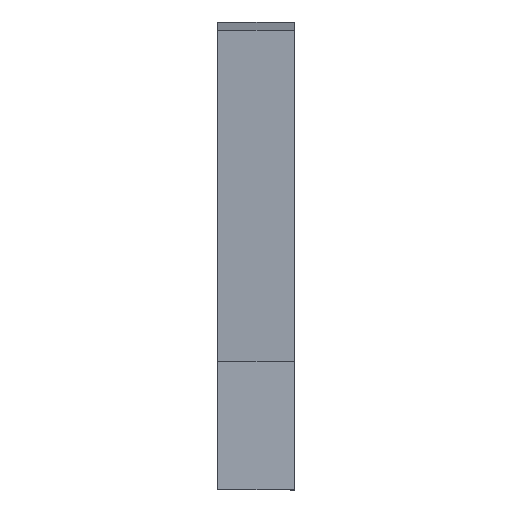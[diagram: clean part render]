
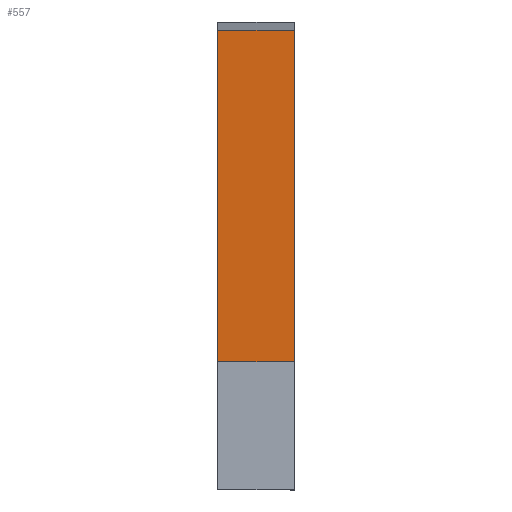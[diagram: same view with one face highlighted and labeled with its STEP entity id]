
A CAD part, left-side view. The second image highlights one B-rep face of the part: STEP entity #557.
In plain terms, the highlighted planar face has unit normal (-0.265, 0, 0.964).
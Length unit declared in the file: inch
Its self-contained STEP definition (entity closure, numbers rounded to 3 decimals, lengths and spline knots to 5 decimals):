
#21=FACE_OUTER_BOUND('',#50,.T.);
#50=EDGE_LOOP('',(#368,#369,#370,#371));
#79=LINE('',#788,#156);
#80=LINE('',#790,#157);
#81=LINE('',#792,#158);
#82=LINE('',#793,#159);
#156=VECTOR('',#643,39.37008);
#157=VECTOR('',#644,39.37008);
#158=VECTOR('',#645,39.37008);
#159=VECTOR('',#646,39.37008);
#233=VERTEX_POINT('',#786);
#234=VERTEX_POINT('',#787);
#235=VERTEX_POINT('',#789);
#236=VERTEX_POINT('',#791);
#287=EDGE_CURVE('',#233,#234,#79,.T.);
#288=EDGE_CURVE('',#233,#235,#80,.T.);
#289=EDGE_CURVE('',#235,#236,#81,.T.);
#290=EDGE_CURVE('',#236,#234,#82,.T.);
#368=ORIENTED_EDGE('',*,*,#287,.F.);
#369=ORIENTED_EDGE('',*,*,#288,.T.);
#370=ORIENTED_EDGE('',*,*,#289,.T.);
#371=ORIENTED_EDGE('',*,*,#290,.T.);
#530=PLANE('',#606);
#557=ADVANCED_FACE('',(#21),#530,.T.);
#606=AXIS2_PLACEMENT_3D('',#785,#641,#642);
#641=DIRECTION('center_axis',(-0.265,0.,0.964));
#642=DIRECTION('ref_axis',(0.964,0.,0.265));
#643=DIRECTION('',(-0.964,0.,-0.265));
#644=DIRECTION('',(0.,1.,0.));
#645=DIRECTION('',(-0.964,0.,-0.265));
#646=DIRECTION('',(0.,-1.,0.));
#785=CARTESIAN_POINT('Origin',(-57.39251,15.24,1.5));
#786=CARTESIAN_POINT('',(-52.11551,14.75,2.94859));
#787=CARTESIAN_POINT('',(-59.8568,14.75,0.82353));
#788=CARTESIAN_POINT('',(-57.39251,14.75,1.5));
#789=CARTESIAN_POINT('',(-52.11551,15.24,2.94859));
#790=CARTESIAN_POINT('',(-52.11551,-88.35174,2.94859));
#791=CARTESIAN_POINT('',(-59.8568,15.24,0.82353));
#792=CARTESIAN_POINT('',(-57.39251,15.24,1.5));
#793=CARTESIAN_POINT('',(-59.8568,15.24,0.82353));
